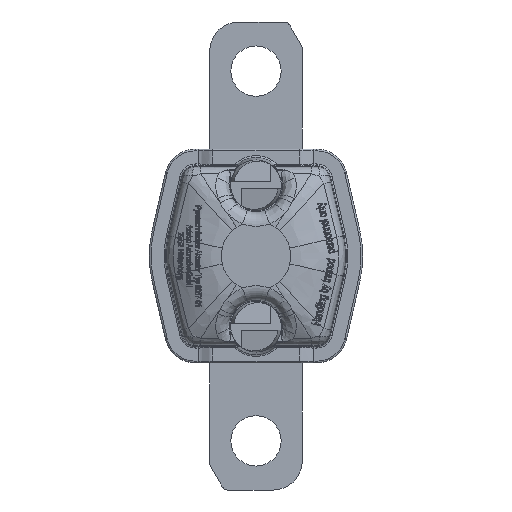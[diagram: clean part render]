
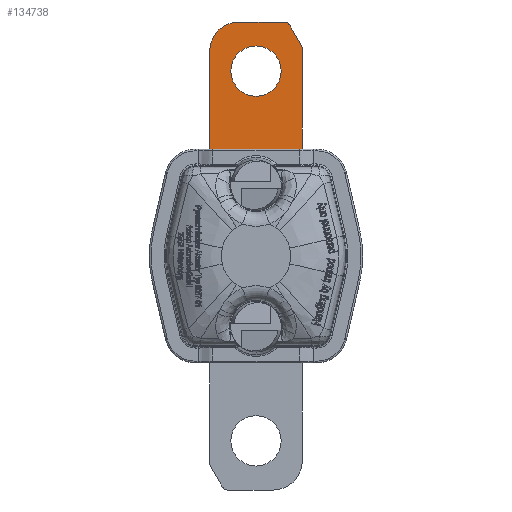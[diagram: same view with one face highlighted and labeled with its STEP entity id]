
A CAD part, front view. The second image highlights one B-rep face of the part: STEP entity #134738.
In plain terms, the highlighted planar face has unit normal (0, -1, 0).
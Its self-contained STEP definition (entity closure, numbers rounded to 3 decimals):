
#37469=CARTESIAN_POINT('',(0.,-1.,32.));
#37470=DIRECTION('',(0.,1.,0.));
#37471=DIRECTION('',(0.,0.,-1.));
#37472=AXIS2_PLACEMENT_3D('',#37469,#37470,#37471);
#37477=CARTESIAN_POINT('',(0.,-1.,32.));
#37478=DIRECTION('',(0.,1.,0.));
#37479=DIRECTION('',(0.,0.,1.));
#37480=AXIS2_PLACEMENT_3D('',#37477,#37478,#37479);
#37501=DIRECTION('',(-1.,0.,0.));
#37502=VECTOR('',#37501,16.);
#37503=CARTESIAN_POINT('',(8.,-1.,18.5));
#37504=LINE('',#37503,#37502);
#37508=DIRECTION('',(0.,0.,1.));
#37509=VECTOR('',#37508,17.);
#37510=CARTESIAN_POINT('',(-8.,-1.,18.5));
#37511=LINE('',#37510,#37509);
#37515=CARTESIAN_POINT('',(-3.,-1.,35.5));
#37516=DIRECTION('',(0.,-1.,0.));
#37517=DIRECTION('',(0.,0.,1.));
#37518=AXIS2_PLACEMENT_3D('',#37515,#37516,#37517);
#37523=DIRECTION('',(-1.,0.,0.));
#37524=VECTOR('',#37523,7.923);
#37525=CARTESIAN_POINT('',(4.923,-1.,40.5));
#37526=LINE('',#37525,#37524);
#37530=CARTESIAN_POINT('',(4.923,-1.,39.5));
#37531=DIRECTION('',(0.,-1.,0.));
#37532=DIRECTION('',(0.866,0.,0.5));
#37533=AXIS2_PLACEMENT_3D('',#37530,#37531,#37532);
#37538=DIRECTION('',(-0.5,0.,0.866));
#37539=VECTOR('',#37538,4.155);
#37540=CARTESIAN_POINT('',(7.866,-1.,36.402));
#37541=LINE('',#37540,#37539);
#37545=CARTESIAN_POINT('',(7.,-1.,35.902));
#37546=DIRECTION('',(0.,-1.,0.));
#37547=DIRECTION('',(1.,0.,0.));
#37548=AXIS2_PLACEMENT_3D('',#37545,#37546,#37547);
#37553=DIRECTION('',(0.,0.,-1.));
#37554=VECTOR('',#37553,17.402);
#37555=CARTESIAN_POINT('',(8.,-1.,35.902));
#37556=LINE('',#37555,#37554);
#74421=CARTESIAN_POINT('',(0.,-1.,27.65));
#74423=VERTEX_POINT('',#74421);
#74425=CARTESIAN_POINT('',(0.,-1.,36.35));
#74427=VERTEX_POINT('',#74425);
#74440=CARTESIAN_POINT('',(-3.,-1.,40.5));
#74441=CARTESIAN_POINT('',(-8.,-1.,35.5));
#74442=VERTEX_POINT('',#74440);
#74443=VERTEX_POINT('',#74441);
#74444=CARTESIAN_POINT('',(5.789,-1.,40.));
#74445=CARTESIAN_POINT('',(4.923,-1.,40.5));
#74446=VERTEX_POINT('',#74444);
#74447=VERTEX_POINT('',#74445);
#74448=CARTESIAN_POINT('',(8.,-1.,35.902));
#74449=CARTESIAN_POINT('',(7.866,-1.,36.402));
#74450=VERTEX_POINT('',#74448);
#74451=VERTEX_POINT('',#74449);
#74506=CARTESIAN_POINT('',(8.,-1.,18.5));
#74507=CARTESIAN_POINT('',(-8.,-1.,18.5));
#74508=VERTEX_POINT('',#74506);
#74509=VERTEX_POINT('',#74507);
#134711=CARTESIAN_POINT('',(0.,-1.,0.));
#134712=DIRECTION('',(0.,1.,0.));
#134713=DIRECTION('',(0.,0.,-1.));
#134714=AXIS2_PLACEMENT_3D('',#134711,#134712,#134713);
#134715=PLANE('',#134714);
#134716=ORIENTED_EDGE('',*,*,#103141,.T.);
#134718=ORIENTED_EDGE('',*,*,#134717,.T.);
#134720=ORIENTED_EDGE('',*,*,#134719,.F.);
#134722=ORIENTED_EDGE('',*,*,#134721,.F.);
#134724=ORIENTED_EDGE('',*,*,#134723,.F.);
#134726=ORIENTED_EDGE('',*,*,#134725,.F.);
#134728=ORIENTED_EDGE('',*,*,#134727,.F.);
#134729=ORIENTED_EDGE('',*,*,#134673,.T.);
#134730=EDGE_LOOP('',(#134716,#134718,#134720,#134722,#134724,#134726,#134728,
#134729));
#134731=FACE_OUTER_BOUND('',#134730,.F.);
#134733=ORIENTED_EDGE('',*,*,#134732,.F.);
#134735=ORIENTED_EDGE('',*,*,#134734,.F.);
#134736=EDGE_LOOP('',(#134733,#134735));
#134737=FACE_BOUND('',#134736,.F.);
#37473=CIRCLE('',#37472,4.35);
#37481=CIRCLE('',#37480,4.35);
#37519=CIRCLE('',#37518,5.);
#37534=CIRCLE('',#37533,1.);
#37549=CIRCLE('',#37548,1.);
#103141=EDGE_CURVE('',#74508,#74509,#37504,.T.);
#134673=EDGE_CURVE('',#74450,#74508,#37556,.T.);
#134717=EDGE_CURVE('',#74509,#74443,#37511,.T.);
#134719=EDGE_CURVE('',#74442,#74443,#37519,.T.);
#134721=EDGE_CURVE('',#74447,#74442,#37526,.T.);
#134723=EDGE_CURVE('',#74446,#74447,#37534,.T.);
#134725=EDGE_CURVE('',#74451,#74446,#37541,.T.);
#134727=EDGE_CURVE('',#74450,#74451,#37549,.T.);
#134732=EDGE_CURVE('',#74423,#74427,#37473,.T.);
#134734=EDGE_CURVE('',#74427,#74423,#37481,.T.);
#134738=ADVANCED_FACE('',(#134731,#134737),#134715,.F.);
